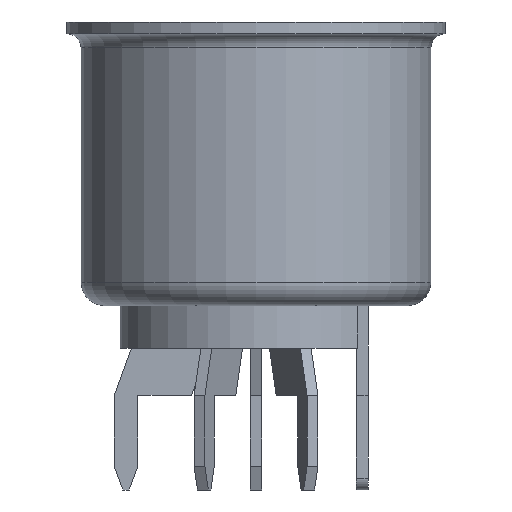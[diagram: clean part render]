
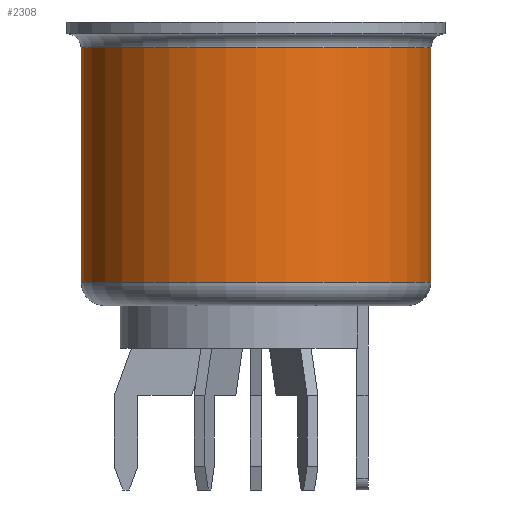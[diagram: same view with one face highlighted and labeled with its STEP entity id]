
A CAD part, front view. The second image highlights one B-rep face of the part: STEP entity #2308.
In plain terms, the highlighted cylindrical face has radius 7.4 mm (diameter 14.8 mm), a partial arc.
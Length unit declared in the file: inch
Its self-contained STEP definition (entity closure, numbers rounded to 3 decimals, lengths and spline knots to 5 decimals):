
#177 = FACE_OUTER_BOUND ( 'NONE', #3915, .T. ) ;
#410 = CARTESIAN_POINT ( 'NONE',  ( 0.29134, 0., -0.43307 ) ) ;
#461 = VERTEX_POINT ( 'NONE', #898 ) ;
#525 = CARTESIAN_POINT ( 'NONE',  ( -0.29134, 0., -0.04331 ) ) ;
#695 = CIRCLE ( 'NONE', #3327, 0.29134 ) ;
#775 = CIRCLE ( 'NONE', #3408, 0.29134 ) ;
#827 = CARTESIAN_POINT ( 'NONE',  ( 0.29134, 0., 0. ) ) ;
#898 = CARTESIAN_POINT ( 'NONE',  ( -0.29134, 0., -0.43307 ) ) ;
#945 = DIRECTION ( 'NONE',  ( 0., 0., 1. ) ) ;
#956 = CARTESIAN_POINT ( 'NONE',  ( -0.29134, 0., 0. ) ) ;
#991 = DIRECTION ( 'NONE',  ( 1., 0., 0. ) ) ;
#992 = VERTEX_POINT ( 'NONE', #525 ) ;
#1011 = EDGE_CURVE ( 'NONE', #3304, #3922, #1961, .T. ) ;
#1175 = CARTESIAN_POINT ( 'NONE',  ( 0.29134, 0., -0.04331 ) ) ;
#1567 = EDGE_CURVE ( 'NONE', #461, #992, #3052, .T. ) ;
#1612 = ORIENTED_EDGE ( 'NONE', *, *, #3267, .F. ) ;
#1699 = VECTOR ( 'NONE', #4485, 39.37008 ) ;
#1961 = LINE ( 'NONE', #827, #4488 ) ;
#2250 = ORIENTED_EDGE ( 'NONE', *, *, #1567, .F. ) ;
#2308 = ADVANCED_FACE ( 'NONE', ( #177 ), #4160, .T. ) ;
#2324 = DIRECTION ( 'NONE',  ( 1., 0., 0. ) ) ;
#2534 = AXIS2_PLACEMENT_3D ( 'NONE', #4139, #945, #2324 ) ;
#2536 = DIRECTION ( 'NONE',  ( 0., 0., 1. ) ) ;
#2592 = ORIENTED_EDGE ( 'NONE', *, *, #4452, .T. ) ;
#2776 = CARTESIAN_POINT ( 'NONE',  ( 0., 0., -0.04331 ) ) ;
#3016 = ORIENTED_EDGE ( 'NONE', *, *, #1011, .T. ) ;
#3052 = LINE ( 'NONE', #956, #1699 ) ;
#3247 = DIRECTION ( 'NONE',  ( 1., 0., 0. ) ) ;
#3267 = EDGE_CURVE ( 'NONE', #992, #3922, #775, .T. ) ;
#3304 = VERTEX_POINT ( 'NONE', #410 ) ;
#3327 = AXIS2_PLACEMENT_3D ( 'NONE', #4323, #2536, #3247 ) ;
#3408 = AXIS2_PLACEMENT_3D ( 'NONE', #2776, #4206, #991 ) ;
#3415 = DIRECTION ( 'NONE',  ( 0., 0., 1. ) ) ;
#3915 = EDGE_LOOP ( 'NONE', ( #2250, #2592, #3016, #1612 ) ) ;
#3922 = VERTEX_POINT ( 'NONE', #1175 ) ;
#4139 = CARTESIAN_POINT ( 'NONE',  ( 0., 0., 0. ) ) ;
#4160 = CYLINDRICAL_SURFACE ( 'NONE', #2534, 0.29134 ) ;
#4206 = DIRECTION ( 'NONE',  ( 0., 0., 1. ) ) ;
#4323 = CARTESIAN_POINT ( 'NONE',  ( 0., 0., -0.43307 ) ) ;
#4452 = EDGE_CURVE ( 'NONE', #461, #3304, #695, .T. ) ;
#4485 = DIRECTION ( 'NONE',  ( 0., 0., 1. ) ) ;
#4488 = VECTOR ( 'NONE', #3415, 39.37008 ) ;
